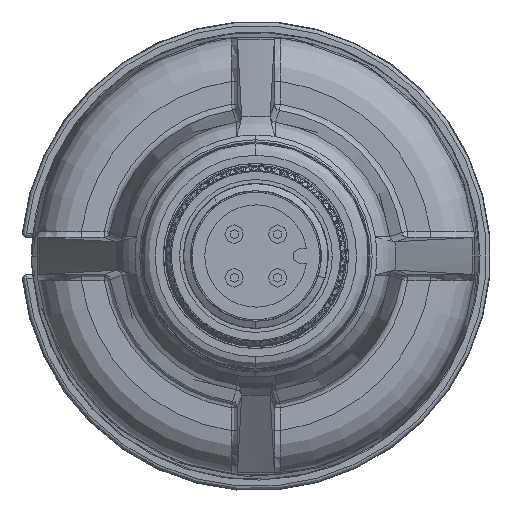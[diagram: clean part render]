
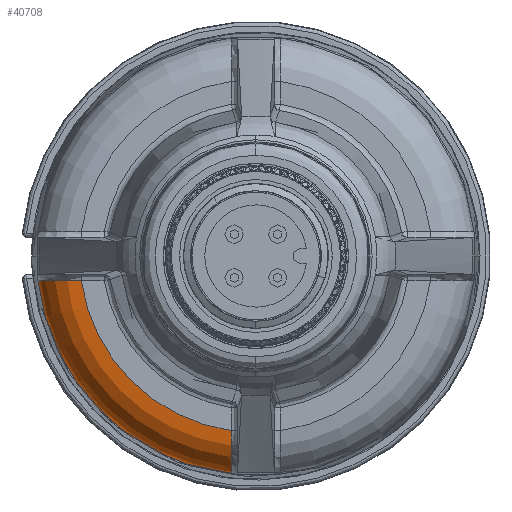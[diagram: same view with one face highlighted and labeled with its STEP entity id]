
A CAD part, left-side view. The second image highlights one B-rep face of the part: STEP entity #40708.
In plain terms, the highlighted toroidal (fillet/blend) face has major radius 14.311 mm and minor radius 3.5 mm.
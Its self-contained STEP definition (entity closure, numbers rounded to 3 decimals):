
#564=CARTESIAN_POINT('',(-872.161,0.,0.));
#565=DIRECTION('',(-1.,0.,0.));
#566=DIRECTION('',(0.,0.994,-0.113));
#567=AXIS2_PLACEMENT_3D('',#564,#565,#566);
#1429=CARTESIAN_POINT('',(-872.161,17.697,
-2.004));
#1430=CARTESIAN_POINT('',(-872.203,17.696,
-2.003));
#1431=CARTESIAN_POINT('',(-872.287,17.693,
-2.001));
#1432=CARTESIAN_POINT('',(-872.413,17.685,
-1.999));
#1433=CARTESIAN_POINT('',(-872.538,17.671,
-1.997));
#1434=CARTESIAN_POINT('',(-872.663,17.653,
-1.995));
#1435=CARTESIAN_POINT('',(-872.787,17.631,
-1.992));
#1436=CARTESIAN_POINT('',(-872.91,17.604,
-1.99));
#1437=CARTESIAN_POINT('',(-873.032,17.573,
-1.988));
#1438=CARTESIAN_POINT('',(-873.153,17.537,
-1.986));
#1439=CARTESIAN_POINT('',(-873.272,17.497,
-1.985));
#1440=CARTESIAN_POINT('',(-873.39,17.453,
-1.983));
#1441=CARTESIAN_POINT('',(-873.507,17.404,
-1.981));
#1442=CARTESIAN_POINT('',(-873.621,17.351,
-1.98));
#1443=CARTESIAN_POINT('',(-873.734,17.294,
-1.978));
#1444=CARTESIAN_POINT('',(-873.844,17.233,
-1.977));
#1445=CARTESIAN_POINT('',(-873.953,17.168,
-1.976));
#1446=CARTESIAN_POINT('',(-874.058,17.099,
-1.975));
#1447=CARTESIAN_POINT('',(-874.162,17.026,
-1.974));
#1448=CARTESIAN_POINT('',(-874.262,16.949,
-1.973));
#1449=CARTESIAN_POINT('',(-874.36,16.869,
-1.972));
#1450=CARTESIAN_POINT('',(-874.455,16.785,
-1.971));
#1451=CARTESIAN_POINT('',(-874.547,16.698,
-1.97));
#1452=CARTESIAN_POINT('',(-874.636,16.608,
-1.97));
#1453=CARTESIAN_POINT('',(-874.721,16.514,
-1.97));
#1454=CARTESIAN_POINT('',(-874.803,16.417,
-1.969));
#1455=CARTESIAN_POINT('',(-874.882,16.317,
-1.969));
#1456=CARTESIAN_POINT('',(-874.957,16.215,
-1.969));
#1457=CARTESIAN_POINT('',(-875.028,16.109,
-1.969));
#1458=CARTESIAN_POINT('',(-875.096,16.001,
-1.97));
#1459=CARTESIAN_POINT('',(-875.159,15.891,
-1.97));
#1460=CARTESIAN_POINT('',(-875.219,15.778,
-1.971));
#1461=CARTESIAN_POINT('',(-875.274,15.663,
-1.972));
#1462=CARTESIAN_POINT('',(-875.326,15.547,
-1.972));
#1463=CARTESIAN_POINT('',(-875.373,15.428,
-1.973));
#1464=CARTESIAN_POINT('',(-875.416,15.307,
-1.974));
#1465=CARTESIAN_POINT('',(-875.454,15.185,
-1.976));
#1466=CARTESIAN_POINT('',(-875.488,15.062,
-1.977));
#1467=CARTESIAN_POINT('',(-875.518,14.937,
-1.979));
#1468=CARTESIAN_POINT('',(-875.543,14.811,
-1.981));
#1469=CARTESIAN_POINT('',(-875.564,14.684,
-1.982));
#1470=CARTESIAN_POINT('',(-875.58,14.557,
-1.984));
#1471=CARTESIAN_POINT('',(-875.592,14.429,
-1.987));
#1472=CARTESIAN_POINT('',(-875.598,14.3,
-1.989));
#1473=CARTESIAN_POINT('',(-875.6,14.214,
-1.991));
#1474=CARTESIAN_POINT('',(-875.6,14.171,-1.991));
#1476=CARTESIAN_POINT('',(-875.6,1.991,-14.171));
#1477=CARTESIAN_POINT('',(-875.6,1.991,
-14.214));
#1478=CARTESIAN_POINT('',(-875.598,1.989,
-14.3));
#1479=CARTESIAN_POINT('',(-875.592,1.987,
-14.429));
#1480=CARTESIAN_POINT('',(-875.58,1.984,
-14.557));
#1481=CARTESIAN_POINT('',(-875.564,1.982,
-14.685));
#1482=CARTESIAN_POINT('',(-875.543,1.98,
-14.811));
#1483=CARTESIAN_POINT('',(-875.518,1.979,
-14.937));
#1484=CARTESIAN_POINT('',(-875.488,1.977,
-15.062));
#1485=CARTESIAN_POINT('',(-875.454,1.976,
-15.185));
#1486=CARTESIAN_POINT('',(-875.415,1.974,
-15.308));
#1487=CARTESIAN_POINT('',(-875.373,1.973,
-15.428));
#1488=CARTESIAN_POINT('',(-875.325,1.972,
-15.547));
#1489=CARTESIAN_POINT('',(-875.274,1.972,
-15.664));
#1490=CARTESIAN_POINT('',(-875.219,1.971,
-15.779));
#1491=CARTESIAN_POINT('',(-875.159,1.97,
-15.891));
#1492=CARTESIAN_POINT('',(-875.095,1.97,
-16.002));
#1493=CARTESIAN_POINT('',(-875.028,1.969,
-16.11));
#1494=CARTESIAN_POINT('',(-874.957,1.969,
-16.215));
#1495=CARTESIAN_POINT('',(-874.882,1.969,
-16.317));
#1496=CARTESIAN_POINT('',(-874.803,1.969,
-16.417));
#1497=CARTESIAN_POINT('',(-874.721,1.97,
-16.514));
#1498=CARTESIAN_POINT('',(-874.636,1.97,
-16.608));
#1499=CARTESIAN_POINT('',(-874.547,1.97,
-16.698));
#1500=CARTESIAN_POINT('',(-874.455,1.971,
-16.785));
#1501=CARTESIAN_POINT('',(-874.36,1.972,
-16.869));
#1502=CARTESIAN_POINT('',(-874.262,1.973,
-16.949));
#1503=CARTESIAN_POINT('',(-874.162,1.974,
-17.026));
#1504=CARTESIAN_POINT('',(-874.058,1.975,
-17.099));
#1505=CARTESIAN_POINT('',(-873.953,1.976,
-17.168));
#1506=CARTESIAN_POINT('',(-873.844,1.977,
-17.233));
#1507=CARTESIAN_POINT('',(-873.734,1.978,
-17.294));
#1508=CARTESIAN_POINT('',(-873.621,1.98,
-17.351));
#1509=CARTESIAN_POINT('',(-873.507,1.981,
-17.404));
#1510=CARTESIAN_POINT('',(-873.391,1.983,
-17.452));
#1511=CARTESIAN_POINT('',(-873.273,1.985,
-17.497));
#1512=CARTESIAN_POINT('',(-873.153,1.986,
-17.537));
#1513=CARTESIAN_POINT('',(-873.032,1.988,
-17.573));
#1514=CARTESIAN_POINT('',(-872.91,1.99,
-17.604));
#1515=CARTESIAN_POINT('',(-872.787,1.992,
-17.631));
#1516=CARTESIAN_POINT('',(-872.663,1.995,
-17.653));
#1517=CARTESIAN_POINT('',(-872.538,1.997,
-17.671));
#1518=CARTESIAN_POINT('',(-872.413,1.999,
-17.685));
#1519=CARTESIAN_POINT('',(-872.287,2.001,
-17.693));
#1520=CARTESIAN_POINT('',(-872.203,2.003,
-17.696));
#1521=CARTESIAN_POINT('',(-872.161,2.004,
-17.697));
#1682=CARTESIAN_POINT('',(-875.6,0.,0.));
#1683=DIRECTION('',(-1.,0.,0.));
#1684=DIRECTION('',(0.,0.99,-0.139));
#1685=AXIS2_PLACEMENT_3D('',#1682,#1683,#1684);
#36261=CARTESIAN_POINT('',(-875.6,14.171,-1.991));
#36262=VERTEX_POINT('',#36261);
#36288=CARTESIAN_POINT('',(-872.161,17.697,
-2.004));
#36289=CARTESIAN_POINT('',(-872.161,2.004,
-17.697));
#36290=VERTEX_POINT('',#36288);
#36291=VERTEX_POINT('',#36289);
#36292=CARTESIAN_POINT('',(-875.6,1.991,-14.171));
#36293=VERTEX_POINT('',#36292);
#40695=CARTESIAN_POINT('',(-872.1,0.,0.));
#40696=DIRECTION('',(-1.,0.,0.));
#40697=DIRECTION('',(0.,-0.04,0.999));
#40698=AXIS2_PLACEMENT_3D('',#40695,#40696,#40697);
#40699=TOROIDAL_SURFACE('',#40698,14.311,3.5);
#40700=ORIENTED_EDGE('',*,*,#39866,.F.);
#40702=ORIENTED_EDGE('',*,*,#40701,.T.);
#40704=ORIENTED_EDGE('',*,*,#40703,.T.);
#40705=ORIENTED_EDGE('',*,*,#40686,.T.);
#40706=EDGE_LOOP('',(#40700,#40702,#40704,#40705));
#40707=FACE_OUTER_BOUND('',#40706,.F.);
#40708=ADVANCED_FACE('',(#40707),#40699,.T.);
#568=CIRCLE('',#567,17.81);
#1475=B_SPLINE_CURVE_WITH_KNOTS('',3,(#1429,#1430,#1431,#1432,#1433,#1434,#1435,
#1436,#1437,#1438,#1439,#1440,#1441,#1442,#1443,#1444,#1445,#1446,#1447,#1448,
#1449,#1450,#1451,#1452,#1453,#1454,#1455,#1456,#1457,#1458,#1459,#1460,#1461,
#1462,#1463,#1464,#1465,#1466,#1467,#1468,#1469,#1470,#1471,#1472,#1473,#1474),
.UNSPECIFIED.,.F.,.F.,(4,1,1,1,1,1,1,1,1,1,1,1,1,1,1,1,1,1,1,1,1,1,1,1,1,1,1,1,
1,1,1,1,1,1,1,1,1,1,1,1,1,1,1,4),(0.,0.023,0.047,
0.07,0.093,0.116,0.14,
0.163,0.186,0.209,0.233,
0.256,0.279,0.302,0.326,
0.349,0.372,0.395,0.419,
0.442,0.465,0.488,0.512,
0.535,0.558,0.581,0.605,
0.628,0.651,0.674,0.698,
0.721,0.744,0.767,0.791,
0.814,0.837,0.86,0.884,
0.907,0.93,0.953,0.977,1.),
.UNSPECIFIED.);
#1522=B_SPLINE_CURVE_WITH_KNOTS('',3,(#1476,#1477,#1478,#1479,#1480,#1481,#1482,
#1483,#1484,#1485,#1486,#1487,#1488,#1489,#1490,#1491,#1492,#1493,#1494,#1495,
#1496,#1497,#1498,#1499,#1500,#1501,#1502,#1503,#1504,#1505,#1506,#1507,#1508,
#1509,#1510,#1511,#1512,#1513,#1514,#1515,#1516,#1517,#1518,#1519,#1520,#1521),
.UNSPECIFIED.,.F.,.F.,(4,1,1,1,1,1,1,1,1,1,1,1,1,1,1,1,1,1,1,1,1,1,1,1,1,1,1,1,
1,1,1,1,1,1,1,1,1,1,1,1,1,1,1,4),(0.,0.023,0.047,
0.07,0.093,0.116,0.14,
0.163,0.186,0.209,0.233,
0.256,0.279,0.302,0.326,
0.349,0.372,0.395,0.419,
0.442,0.465,0.488,0.512,
0.535,0.558,0.581,0.605,
0.628,0.651,0.674,0.698,
0.721,0.744,0.767,0.791,
0.814,0.837,0.86,0.884,
0.907,0.93,0.953,0.977,1.),
.UNSPECIFIED.);
#1686=CIRCLE('',#1685,14.311);
#39866=EDGE_CURVE('',#36290,#36291,#568,.T.);
#40686=EDGE_CURVE('',#36293,#36291,#1522,.T.);
#40701=EDGE_CURVE('',#36290,#36262,#1475,.T.);
#40703=EDGE_CURVE('',#36262,#36293,#1686,.T.);
